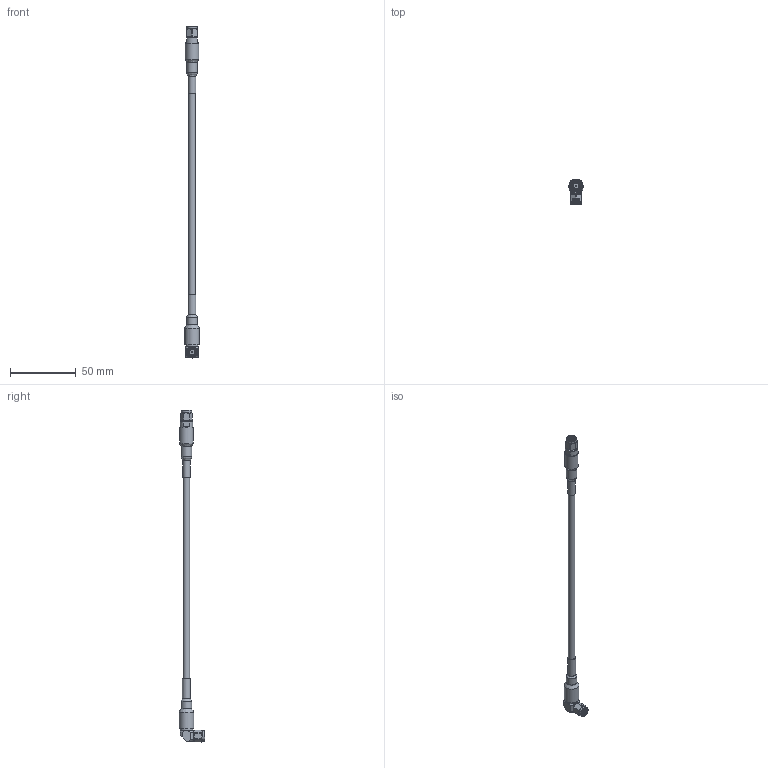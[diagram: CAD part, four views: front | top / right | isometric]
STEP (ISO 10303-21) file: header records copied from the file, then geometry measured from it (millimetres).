
FILE_DESCRIPTION (( 'STEP AP203' ), '1' );
FILE_NAME ('PE342_3D.step', '2021-02-15T20:04:59', ( '' ), ( '' ), 'SwSTEP 2.0', 'SolidWorks 2018', '' );
FILE_SCHEMA (( 'CONFIG_CONTROL_DESIGN' ));
Length unit declared in the file: inch
Products named in the file (4): PE-P142LL^PE342_PE-P142LL; PE342_3D; PE44817^PE342_Heat Shrink; PE44826^PE342_Heat Shrink
Assembly tree (3 placements, depth 2):
  PE342_3D
    PE-P142LL^PE342_PE-P142LL
    PE44826^PE342_Heat Shrink
    PE44817^PE342_Heat Shrink
Bounding box: 11.05 x 19.49 x 251.53 mm (x, y, z)
Volume: 8812.3 mm3; surface area: 5961.1 mm2
Topology: 3 solids, 3 shells, 123 faces, 316 edges, 214 vertices
Faces by surface type: cylinder 49, plane 42, cone 20, bspline 12
Full cylindrical faces by diameter (mm): 0.94 x2, 1.194 x2, 4.445 x2, 4.953 x1, 5.334 x1, 5.715 x1, 5.969 x1, 6.281 x1, 6.35 x12, 7.762 x2, 8.001 x1, 8.026 x1, 9.398 x2, 10.414 x1, 11.049 x1
Entity records: 8026 total; most frequent: CARTESIAN_POINT 5189, ORIENTED_EDGE 520, DIRECTION 442, EDGE_CURVE 260, VERTEX_POINT 205, AXIS2_PLACEMENT_3D 198, EDGE_LOOP 161, FACE_OUTER_BOUND 138
